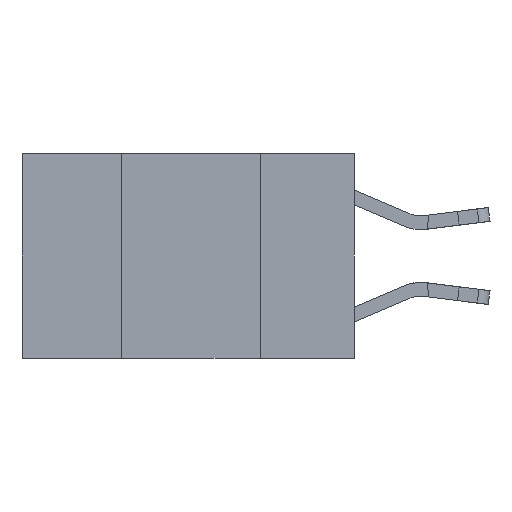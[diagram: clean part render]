
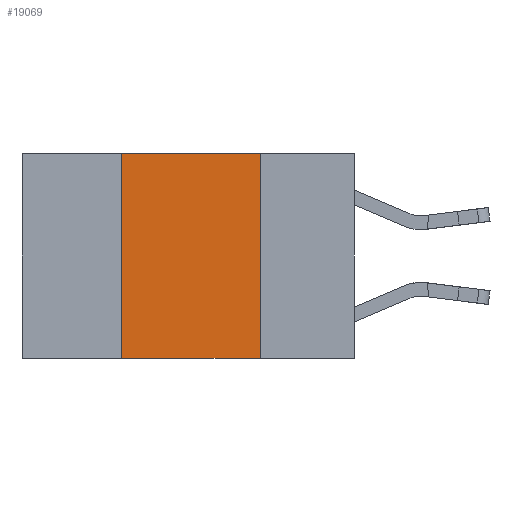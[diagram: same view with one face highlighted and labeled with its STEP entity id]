
A CAD part, left-side view. The second image highlights one B-rep face of the part: STEP entity #19069.
In plain terms, the highlighted planar face has unit normal (-1, 0, 0).
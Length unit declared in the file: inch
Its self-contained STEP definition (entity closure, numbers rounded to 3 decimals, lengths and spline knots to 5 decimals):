
#243 = CARTESIAN_POINT ( 'NONE',  ( 0., 0.17, 0. ) ) ;
#593 = VECTOR ( 'NONE', #734, 39.37008 ) ;
#734 = DIRECTION ( 'NONE',  ( 0., -1., 0. ) ) ;
#943 = VECTOR ( 'NONE', #6080, 39.37008 ) ;
#1841 = DIRECTION ( 'NONE',  ( 0., 0., -1. ) ) ;
#3823 = DIRECTION ( 'NONE',  ( 0., 0., 1. ) ) ;
#4787 = ORIENTED_EDGE ( 'NONE', *, *, #9010, .T. ) ;
#6080 = DIRECTION ( 'NONE',  ( 0., -1., 0. ) ) ;
#6874 = CARTESIAN_POINT ( 'NONE',  ( 0., 0.6, 0. ) ) ;
#7025 = CARTESIAN_POINT ( 'NONE',  ( 0., 0.42, -0.37 ) ) ;
#7928 = AXIS2_PLACEMENT_3D ( 'NONE', #6874, #23772, #22024 ) ;
#8819 = FACE_OUTER_BOUND ( 'NONE', #10286, .T. ) ;
#9010 = EDGE_CURVE ( 'NONE', #19951, #21924, #13537, .T. ) ;
#10286 = EDGE_LOOP ( 'NONE', ( #21416, #19298, #21541, #4787 ) ) ;
#10421 = EDGE_CURVE ( 'NONE', #12697, #13068, #13689, .T. ) ;
#11221 = VECTOR ( 'NONE', #3823, 39.37008 ) ;
#11271 = CARTESIAN_POINT ( 'NONE',  ( 0., 0.42, 0. ) ) ;
#11356 = LINE ( 'NONE', #243, #15511 ) ;
#12697 = VERTEX_POINT ( 'NONE', #23428 ) ;
#13068 = VERTEX_POINT ( 'NONE', #18477 ) ;
#13219 = LINE ( 'NONE', #11271, #11221 ) ;
#13537 = LINE ( 'NONE', #19506, #943 ) ;
#13689 = LINE ( 'NONE', #15275, #593 ) ;
#15275 = CARTESIAN_POINT ( 'NONE',  ( 0., 0.6, 0. ) ) ;
#15511 = VECTOR ( 'NONE', #1841, 39.37008 ) ;
#15617 = EDGE_CURVE ( 'NONE', #13068, #21924, #11356, .T. ) ;
#18477 = CARTESIAN_POINT ( 'NONE',  ( 0., 0.17, 0. ) ) ;
#19069 = ADVANCED_FACE ( 'NONE', ( #8819 ), #22154, .F. ) ;
#19298 = ORIENTED_EDGE ( 'NONE', *, *, #10421, .F. ) ;
#19506 = CARTESIAN_POINT ( 'NONE',  ( 0., 0.6, -0.37 ) ) ;
#19951 = VERTEX_POINT ( 'NONE', #7025 ) ;
#21416 = ORIENTED_EDGE ( 'NONE', *, *, #15617, .F. ) ;
#21541 = ORIENTED_EDGE ( 'NONE', *, *, #22013, .F. ) ;
#21796 = CARTESIAN_POINT ( 'NONE',  ( 0., 0.17, -0.37 ) ) ;
#21924 = VERTEX_POINT ( 'NONE', #21796 ) ;
#22013 = EDGE_CURVE ( 'NONE', #19951, #12697, #13219, .T. ) ;
#22024 = DIRECTION ( 'NONE',  ( 0., 0., -1. ) ) ;
#22154 = PLANE ( 'NONE',  #7928 ) ;
#23428 = CARTESIAN_POINT ( 'NONE',  ( 0., 0.42, 0. ) ) ;
#23772 = DIRECTION ( 'NONE',  ( 1., 0., 0. ) ) ;
